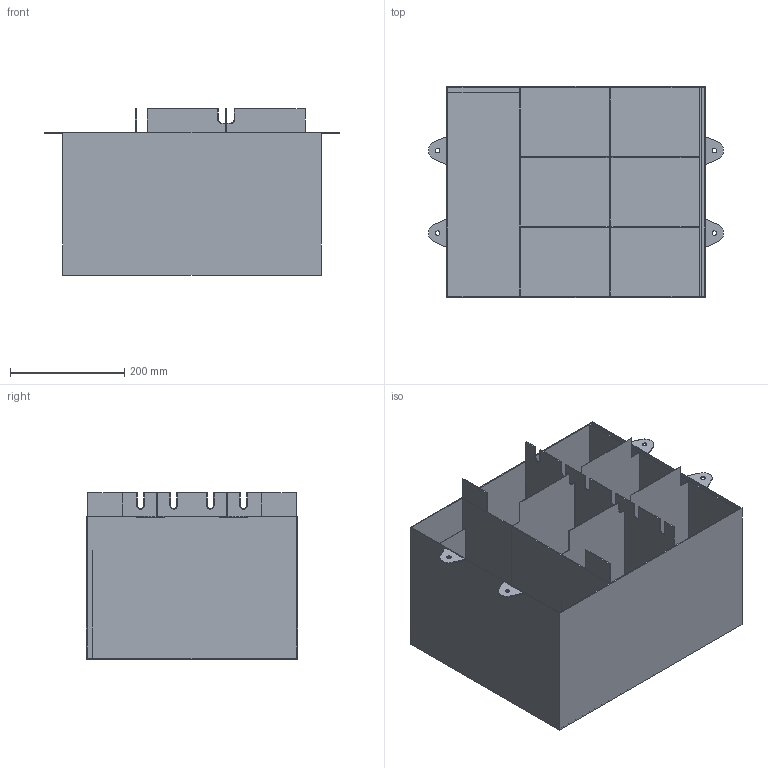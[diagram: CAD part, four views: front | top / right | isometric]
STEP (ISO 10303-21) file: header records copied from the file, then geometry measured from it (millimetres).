
FILE_DESCRIPTION(('CATIA V5 STEP Exchange','CAx-IF Rec.Pracs.--- Model Styling and Organization---1.5--- 2016-08-15','CAx-IF Rec.Pracs.---Supplemental Geometry---1.0---2011-11-01','CAx-IF Rec.Pracs.--- Composite Materials ---3.4---2017-06-13','CAx-IF Rec.Pracs.---Tessellated 3D Geometry---1.0---2015-12-17'),'2;1');
FILE_NAME('EL_22000 (TSAC)_Mark2.stp','2025-06-06T11:51:44+00:00',('none'),('none'),'CATIA Version 5-6 Release 2023 SP5','CATIA V5 STEP AP242 v3','none');
FILE_SCHEMA(('AP242_MANAGED_MODEL_BASED_3D_ENGINEERING_MIM_LF {1 0 10303 442 1 1 4}'));
Length unit declared in the file: millimetre
Products named in the file (1): EL_22000 (TSAC) - v2
Bounding box: 516 x 369 x 291 mm (x, y, z)
Volume: 1931082.2 mm3; surface area: 2144439.3 mm2
Topology: 9 solids, 9 shells, 163 faces, 460 edges, 320 vertices
Faces by surface type: plane 109, cylinder 44, torus 10
Entity records: 5181 total; most frequent: CARTESIAN_POINT 931, ORIENTED_EDGE 900, DIRECTION 719, EDGE_CURVE 450, VECTOR 330, LINE 330, VERTEX_POINT 304, AXIS2_PLACEMENT_3D 260
